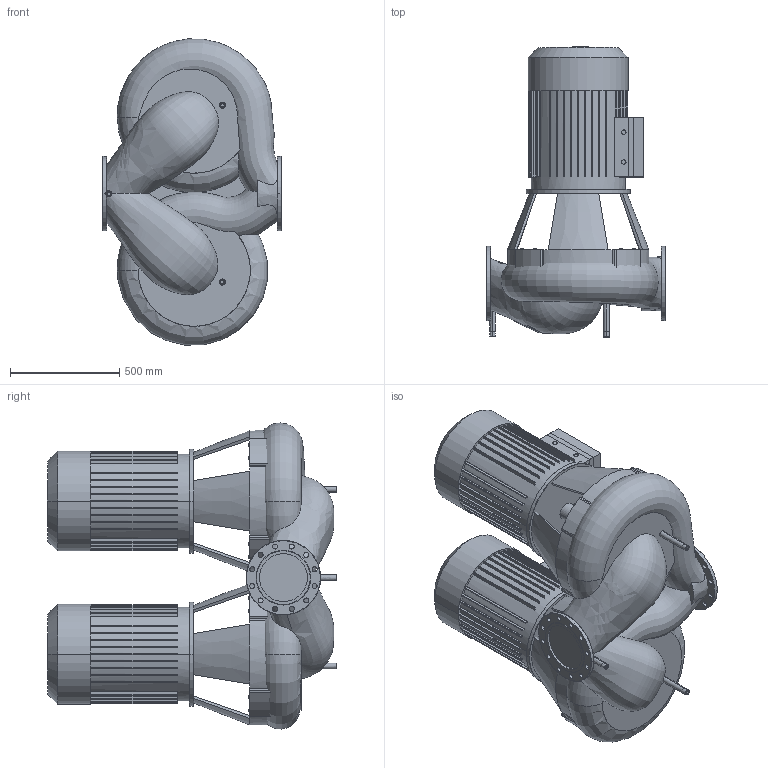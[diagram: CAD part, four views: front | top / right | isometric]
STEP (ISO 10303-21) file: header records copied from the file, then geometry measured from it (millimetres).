
FILE_DESCRIPTION((''),'2;1');
FILE_NAME('3d_DL200_315-37_4-2142057.stp','2016-05-24T12:48:13',(''),(''),'Mechanical Desktop 2009','Mechanical Desktop 2009',', , ');
FILE_SCHEMA(('CONFIG_CONTROL_DESIGN'));
Length unit declared in the file: millimetre
Products named in the file (1): Product
Bounding box: 820 x 1326 x 1400.06 mm (x, y, z)
Volume: 509153694.1 mm3; surface area: 10481408.7 mm2
Topology: 17 solids, 17 shells, 796 faces, 2173 edges, 1442 vertices
Faces by surface type: bspline 340, plane 250, cylinder 188, cone 14, torus 4
Entity records: 51725 total; most frequent: CARTESIAN_POINT 32066, ORIENTED_EDGE 4346, DIRECTION 3655, EDGE_CURVE 2173, VERTEX_POINT 1442, AXIS2_PLACEMENT_3D 1226, VECTOR 1203, LINE 1203
